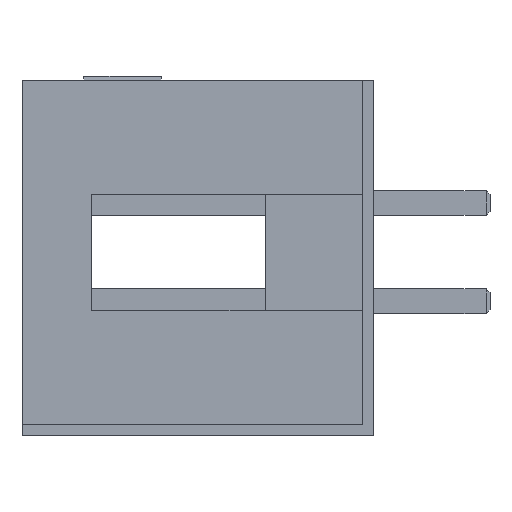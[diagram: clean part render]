
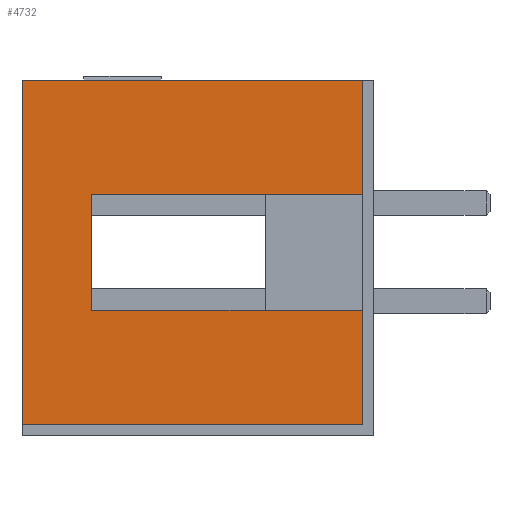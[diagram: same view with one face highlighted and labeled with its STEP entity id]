
A CAD part, left-side view. The second image highlights one B-rep face of the part: STEP entity #4732.
In plain terms, the highlighted planar face has unit normal (-1, 0, 0).
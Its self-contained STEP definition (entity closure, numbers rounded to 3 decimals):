
#10 = VERTEX_POINT ( 'NONE', #4660 ) ;
#18 = VERTEX_POINT ( 'NONE', #4668 ) ;
#20 = VERTEX_POINT ( 'NONE', #4670 ) ;
#23 = VERTEX_POINT ( 'NONE', #4673 ) ;
#44 = VERTEX_POINT ( 'NONE', #5081 ) ;
#45 = VERTEX_POINT ( 'NONE', #5082 ) ;
#182 = VERTEX_POINT ( 'NONE', #5153 ) ;
#187 = VERTEX_POINT ( 'NONE', #5158 ) ;
#323 = FACE_OUTER_BOUND ( 'NONE', #3198, .T. ) ;
#326 = AXIS2_PLACEMENT_3D ( 'NONE', #7077, #7078, #7079 ) ;
#608 = VECTOR ( 'NONE', #5313, 1000. ) ;
#774 = LINE ( 'NONE', #775, #863 ) ;
#775 = CARTESIAN_POINT ( 'NONE',  ( -5.17, 7.3, 0.23 ) ) ;
#776 = DIRECTION ( 'NONE',  ( 0., -1., 0. ) ) ;
#777 = LINE ( 'NONE', #778, #864 ) ;
#778 = CARTESIAN_POINT ( 'NONE',  ( -5.17, 7.3, -2.77 ) ) ;
#779 = DIRECTION ( 'NONE',  ( 0., -1., 0. ) ) ;
#780 = LINE ( 'NONE', #781, #865 ) ;
#781 = CARTESIAN_POINT ( 'NONE',  ( -5.17, 7.3, -1.27 ) ) ;
#782 = DIRECTION ( 'NONE',  ( 0., 0., -1. ) ) ;
#863 = VECTOR ( 'NONE', #776, 1000. ) ;
#864 = VECTOR ( 'NONE', #779, 1000. ) ;
#865 = VECTOR ( 'NONE', #782, 1000. ) ;
#878 = VECTOR ( 'NONE', #1152, 1000. ) ;
#1150 = LINE ( 'NONE', #1151, #878 ) ;
#1151 = CARTESIAN_POINT ( 'NONE',  ( -5.17, 9.1, 3.18 ) ) ;
#1152 = DIRECTION ( 'NONE',  ( 0., 0., -1. ) ) ;
#1510 = VECTOR ( 'NONE', #6662, 1000. ) ;
#3198 = EDGE_LOOP ( 'NONE', ( #7592, #7590, #7624, #7591, #7622, #7621, #7620, #7588 ) ) ;
#3275 = VECTOR ( 'NONE', #5653, 1000. ) ;
#3896 = LINE ( 'NONE', #3897, #7332 ) ;
#3897 = CARTESIAN_POINT ( 'NONE',  ( -5.17, 9.1, 3.18 ) ) ;
#3898 = DIRECTION ( 'NONE',  ( 0., -1., 0. ) ) ;
#3933 = EDGE_CURVE ( 'NONE', #182, #20, #5311, .T. ) ;
#3996 = EDGE_CURVE ( 'NONE', #23, #10, #5651, .T. ) ;
#4056 = EDGE_CURVE ( 'NONE', #18, #10, #6660, .T. ) ;
#4660 = CARTESIAN_POINT ( 'NONE',  ( -5.17, 0.3, -5.72 ) ) ;
#4668 = CARTESIAN_POINT ( 'NONE',  ( -5.17, 9.1, -5.72 ) ) ;
#4670 = CARTESIAN_POINT ( 'NONE',  ( -5.17, 0.3, 0.23 ) ) ;
#4673 = CARTESIAN_POINT ( 'NONE',  ( -5.17, 0.3, -2.77 ) ) ;
#4732 = ADVANCED_FACE ( 'NONE', ( #323 ), #7076, .T. ) ;
#5081 = CARTESIAN_POINT ( 'NONE',  ( -5.17, 7.3, 0.23 ) ) ;
#5082 = CARTESIAN_POINT ( 'NONE',  ( -5.17, 7.3, -2.77 ) ) ;
#5153 = CARTESIAN_POINT ( 'NONE',  ( -5.17, 0.3, 3.18 ) ) ;
#5158 = CARTESIAN_POINT ( 'NONE',  ( -5.17, 9.1, 3.18 ) ) ;
#5311 = LINE ( 'NONE', #5312, #608 ) ;
#5312 = CARTESIAN_POINT ( 'NONE',  ( -5.17, 0.3, 3.18 ) ) ;
#5313 = DIRECTION ( 'NONE',  ( 0., 0., -1. ) ) ;
#5651 = LINE ( 'NONE', #5652, #3275 ) ;
#5652 = CARTESIAN_POINT ( 'NONE',  ( -5.17, 0.3, 3.18 ) ) ;
#5653 = DIRECTION ( 'NONE',  ( 0., 0., -1. ) ) ;
#5900 = EDGE_CURVE ( 'NONE', #44, #20, #774, .T. ) ;
#5901 = EDGE_CURVE ( 'NONE', #45, #23, #777, .T. ) ;
#5902 = EDGE_CURVE ( 'NONE', #44, #45, #780, .T. ) ;
#5915 = EDGE_CURVE ( 'NONE', #187, #18, #1150, .T. ) ;
#6204 = EDGE_CURVE ( 'NONE', #187, #182, #3896, .T. ) ;
#6660 = LINE ( 'NONE', #6661, #1510 ) ;
#6661 = CARTESIAN_POINT ( 'NONE',  ( -5.17, 9.1, -5.72 ) ) ;
#6662 = DIRECTION ( 'NONE',  ( 0., -1., 0. ) ) ;
#7076 = PLANE ( 'NONE',  #326 ) ;
#7077 = CARTESIAN_POINT ( 'NONE',  ( -5.17, 9.1, 3.18 ) ) ;
#7078 = DIRECTION ( 'NONE',  ( -1., 0., 0. ) ) ;
#7079 = DIRECTION ( 'NONE',  ( 0., 0., 1. ) ) ;
#7332 = VECTOR ( 'NONE', #3898, 1000. ) ;
#7588 = ORIENTED_EDGE ( 'NONE', *, *, #5902, .F. ) ;
#7590 = ORIENTED_EDGE ( 'NONE', *, *, #3933, .F. ) ;
#7591 = ORIENTED_EDGE ( 'NONE', *, *, #5915, .T. ) ;
#7592 = ORIENTED_EDGE ( 'NONE', *, *, #5900, .T. ) ;
#7620 = ORIENTED_EDGE ( 'NONE', *, *, #5901, .F. ) ;
#7621 = ORIENTED_EDGE ( 'NONE', *, *, #3996, .F. ) ;
#7622 = ORIENTED_EDGE ( 'NONE', *, *, #4056, .T. ) ;
#7624 = ORIENTED_EDGE ( 'NONE', *, *, #6204, .F. ) ;
